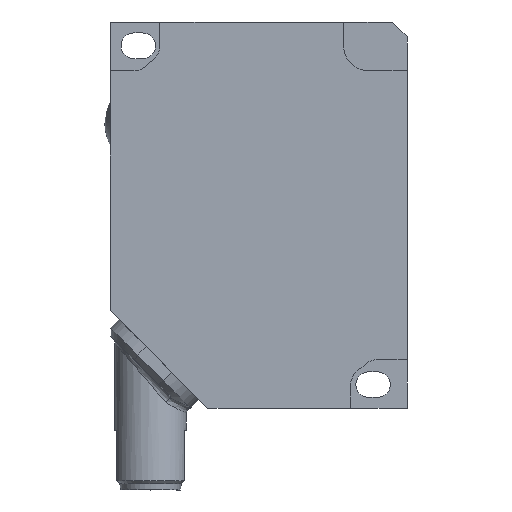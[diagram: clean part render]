
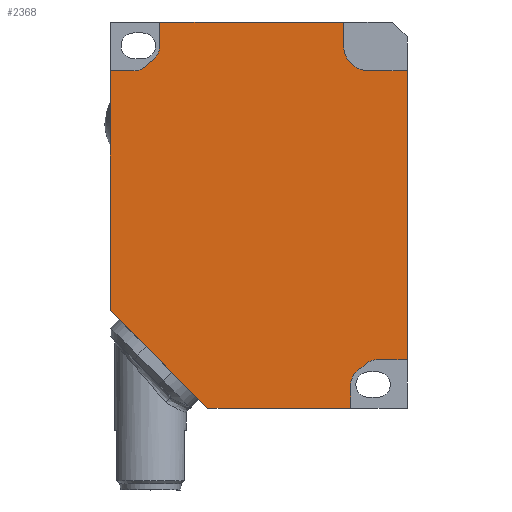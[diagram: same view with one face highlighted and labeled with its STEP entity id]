
A CAD part, front view. The second image highlights one B-rep face of the part: STEP entity #2368.
In plain terms, the highlighted planar face has unit normal (0, -1, 0).
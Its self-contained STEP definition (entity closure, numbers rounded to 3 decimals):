
#226=LINE($,#4778,#406);
#231=LINE($,#4790,#411);
#232=LINE($,#4792,#412);
#233=LINE($,#4794,#413);
#234=LINE($,#4796,#414);
#235=LINE($,#4800,#415);
#236=LINE($,#4804,#416);
#237=LINE($,#4806,#417);
#238=LINE($,#4808,#418);
#239=LINE($,#4812,#419);
#240=LINE($,#4814,#420);
#241=LINE($,#4816,#421);
#242=LINE($,#4820,#422);
#406=VECTOR($,#3104,40.325);
#411=VECTOR($,#3113,4.);
#412=VECTOR($,#3114,23.299);
#413=VECTOR($,#3115,24.025);
#414=VECTOR($,#3116,4.);
#415=VECTOR($,#3119,1.921);
#416=VECTOR($,#3122,5.);
#417=VECTOR($,#3123,48.6);
#418=VECTOR($,#3124,6.5);
#419=VECTOR($,#3127,4.);
#420=VECTOR($,#3128,30.915);
#421=VECTOR($,#3129,4.);
#422=VECTOR($,#3132,1.833);
#616=FACE_OUTER_BOUND($,#789,.T.);
#789=EDGE_LOOP($,(#1911,#1912,#1913,#1914,#1915,#1916,#1917,#1918,#1919,
#1920,#1921,#1922,#1923,#1924,#1925,#1926,#1927,#1928));
#950=CIRCLE($,#2604,3.);
#951=CIRCLE($,#2605,3.);
#952=CIRCLE($,#2606,4.2);
#953=CIRCLE($,#2607,3.);
#954=CIRCLE($,#2608,3.);
#1120=VERTEX_POINT($,#4775);
#1121=VERTEX_POINT($,#4777);
#1126=VERTEX_POINT($,#4789);
#1127=VERTEX_POINT($,#4791);
#1128=VERTEX_POINT($,#4793);
#1129=VERTEX_POINT($,#4795);
#1130=VERTEX_POINT($,#4797);
#1131=VERTEX_POINT($,#4799);
#1132=VERTEX_POINT($,#4801);
#1133=VERTEX_POINT($,#4803);
#1134=VERTEX_POINT($,#4805);
#1135=VERTEX_POINT($,#4807);
#1136=VERTEX_POINT($,#4809);
#1137=VERTEX_POINT($,#4811);
#1138=VERTEX_POINT($,#4813);
#1139=VERTEX_POINT($,#4815);
#1140=VERTEX_POINT($,#4817);
#1141=VERTEX_POINT($,#4819);
#1402=EDGE_CURVE($,#1120,#1121,#226,.T.);
#1408=EDGE_CURVE($,#1126,#1121,#231,.T.);
#1409=EDGE_CURVE($,#1127,#1120,#232,.T.);
#1410=EDGE_CURVE($,#1128,#1127,#233,.T.);
#1411=EDGE_CURVE($,#1128,#1129,#234,.T.);
#1412=EDGE_CURVE($,#1129,#1130,#950,.T.);
#1413=EDGE_CURVE($,#1130,#1131,#235,.T.);
#1414=EDGE_CURVE($,#1131,#1132,#951,.T.);
#1415=EDGE_CURVE($,#1132,#1133,#236,.T.);
#1416=EDGE_CURVE($,#1134,#1133,#237,.T.);
#1417=EDGE_CURVE($,#1134,#1135,#238,.T.);
#1418=EDGE_CURVE($,#1135,#1136,#952,.T.);
#1419=EDGE_CURVE($,#1136,#1137,#239,.T.);
#1420=EDGE_CURVE($,#1138,#1137,#240,.T.);
#1421=EDGE_CURVE($,#1138,#1139,#241,.T.);
#1422=EDGE_CURVE($,#1139,#1140,#953,.T.);
#1423=EDGE_CURVE($,#1140,#1141,#242,.T.);
#1424=EDGE_CURVE($,#1141,#1126,#954,.T.);
#1911=ORIENTED_EDGE($,*,*,#1408,.T.);
#1912=ORIENTED_EDGE($,*,*,#1402,.F.);
#1913=ORIENTED_EDGE($,*,*,#1409,.F.);
#1914=ORIENTED_EDGE($,*,*,#1410,.F.);
#1915=ORIENTED_EDGE($,*,*,#1411,.T.);
#1916=ORIENTED_EDGE($,*,*,#1412,.T.);
#1917=ORIENTED_EDGE($,*,*,#1413,.T.);
#1918=ORIENTED_EDGE($,*,*,#1414,.T.);
#1919=ORIENTED_EDGE($,*,*,#1415,.T.);
#1920=ORIENTED_EDGE($,*,*,#1416,.F.);
#1921=ORIENTED_EDGE($,*,*,#1417,.T.);
#1922=ORIENTED_EDGE($,*,*,#1418,.T.);
#1923=ORIENTED_EDGE($,*,*,#1419,.T.);
#1924=ORIENTED_EDGE($,*,*,#1420,.F.);
#1925=ORIENTED_EDGE($,*,*,#1421,.T.);
#1926=ORIENTED_EDGE($,*,*,#1422,.T.);
#1927=ORIENTED_EDGE($,*,*,#1423,.T.);
#1928=ORIENTED_EDGE($,*,*,#1424,.T.);
#2242=PLANE($,#2603);
#2368=ADVANCED_FACE($,(#616),#2242,.T.);
#2603=AXIS2_PLACEMENT_3D($,#4788,#3111,#3112);
#2604=AXIS2_PLACEMENT_3D($,#4798,#3117,#3118);
#2605=AXIS2_PLACEMENT_3D($,#4802,#3120,#3121);
#2606=AXIS2_PLACEMENT_3D($,#4810,#3125,#3126);
#2607=AXIS2_PLACEMENT_3D($,#4818,#3130,#3131);
#2608=AXIS2_PLACEMENT_3D($,#4821,#3133,#3134);
#3104=DIRECTION($,(0.,0.,1.));
#3111=DIRECTION('center_axis',(0.,-1.,0.));
#3112=DIRECTION('ref_axis',(1.,0.,0.));
#3113=DIRECTION($,(-1.,0.,0.));
#3114=DIRECTION($,(-0.707,0.,0.707));
#3115=DIRECTION($,(-1.,0.,0.));
#3116=DIRECTION($,(0.,0.,1.));
#3117=DIRECTION('center_axis',(0.,1.,0.));
#3118=DIRECTION('ref_axis',(1.,0.,0.));
#3119=DIRECTION($,(0.781,0.,0.625));
#3120=DIRECTION('center_axis',(0.,1.,0.));
#3121=DIRECTION('ref_axis',(1.,0.,0.));
#3122=DIRECTION($,(1.,0.,0.));
#3123=DIRECTION($,(0.,0.,-1.));
#3124=DIRECTION($,(-1.,0.,0.));
#3125=DIRECTION('center_axis',(0.,1.,0.));
#3126=DIRECTION('ref_axis',(1.,0.,0.));
#3127=DIRECTION($,(0.,0.,1.));
#3128=DIRECTION($,(1.,0.,0.));
#3129=DIRECTION($,(0.,0.,-1.));
#3130=DIRECTION('center_axis',(0.,1.,0.));
#3131=DIRECTION('ref_axis',(-1.,0.,0.));
#3132=DIRECTION($,(-0.756,0.,-0.655));
#3133=DIRECTION('center_axis',(0.,1.,0.));
#3134=DIRECTION('ref_axis',(1.,0.,0.));
#4775=CARTESIAN_POINT('',(-25.,0.,-16.025));
#4777=CARTESIAN_POINT('',(-25.,0.,24.3));
#4778=CARTESIAN_POINT($,(-25.,0.,-32.5));
#4788=CARTESIAN_POINT('Origin',(25.,0.,32.5));
#4789=CARTESIAN_POINT('',(-21.,0.,24.3));
#4790=CARTESIAN_POINT($,(-25.,0.,24.3));
#4791=CARTESIAN_POINT('',(-8.525,0.,-32.5));
#4792=CARTESIAN_POINT($,(-24.263,0.,-16.763));
#4793=CARTESIAN_POINT('',(15.5,0.,-32.5));
#4794=CARTESIAN_POINT($,(25.,0.,-32.5));
#4795=CARTESIAN_POINT('',(15.5,0.,-28.5));
#4796=CARTESIAN_POINT($,(15.5,0.,-32.5));
#4797=CARTESIAN_POINT('',(16.626,0.,-26.157));
#4798=CARTESIAN_POINT('Origin',(18.5,0.,-28.5));
#4799=CARTESIAN_POINT('',(18.126,0.,-24.957));
#4800=CARTESIAN_POINT($,(16.626,0.,-26.157));
#4801=CARTESIAN_POINT('',(20.,0.,-24.3));
#4802=CARTESIAN_POINT('Origin',(20.,0.,-27.3));
#4803=CARTESIAN_POINT('',(25.,0.,-24.3));
#4804=CARTESIAN_POINT($,(20.,0.,-24.3));
#4805=CARTESIAN_POINT('',(25.,0.,24.3));
#4806=CARTESIAN_POINT($,(25.,0.,32.5));
#4807=CARTESIAN_POINT('',(18.5,0.,24.3));
#4808=CARTESIAN_POINT($,(25.,0.,24.3));
#4809=CARTESIAN_POINT('',(14.3,0.,28.5));
#4810=CARTESIAN_POINT('Origin',(18.5,0.,28.5));
#4811=CARTESIAN_POINT('',(14.3,0.,32.5));
#4812=CARTESIAN_POINT($,(14.3,0.,32.5));
#4813=CARTESIAN_POINT('',(-16.615,0.,32.5));
#4814=CARTESIAN_POINT($,(-25.,0.,32.5));
#4815=CARTESIAN_POINT('',(-16.615,0.,28.5));
#4816=CARTESIAN_POINT($,(-16.615,0.,28.5));
#4817=CARTESIAN_POINT('',(-17.651,0.,26.233));
#4818=CARTESIAN_POINT('Origin',(-19.615,0.,28.5));
#4819=CARTESIAN_POINT('',(-19.036,0.,25.033));
#4820=CARTESIAN_POINT($,(-19.036,0.,25.033));
#4821=CARTESIAN_POINT('Origin',(-21.,0.,27.3));
